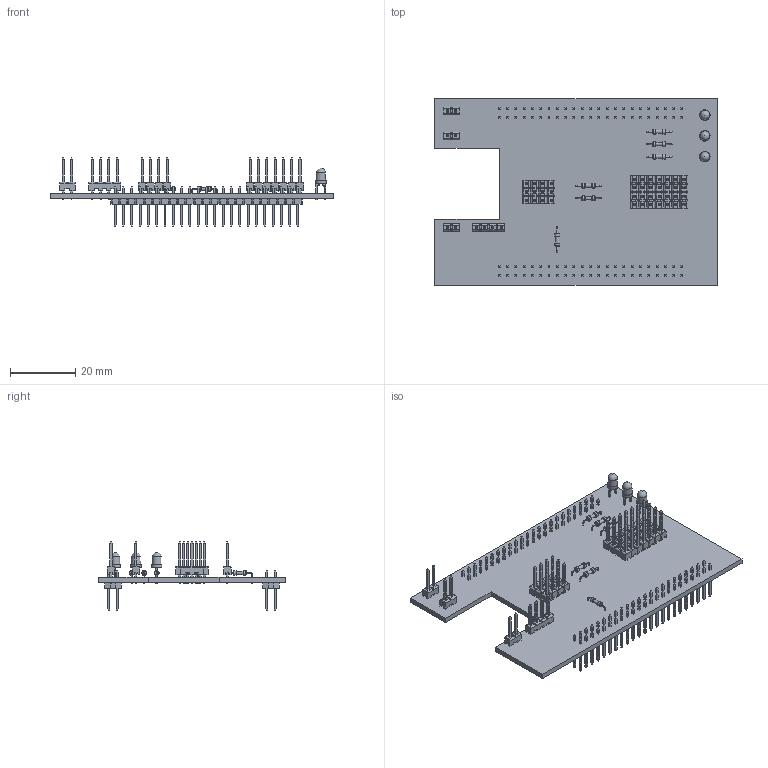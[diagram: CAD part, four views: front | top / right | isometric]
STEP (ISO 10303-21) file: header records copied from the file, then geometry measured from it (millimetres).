
FILE_DESCRIPTION(('for SolidWorks'),'2;1');
FILE_NAME('BeagleboneShieldV1.0.1.step','2019-11-10T01:08:43',('hurst'),('' ),'Open CASCADE STEP processor 6.6','DipTrace','Unknown');
FILE_SCHEMA(('AUTOMOTIVE_DESIGN { 1 0 10303 214 1 1 1 1 }'));
Length unit declared in the file: millimetre
Products named in the file (10): PCB_BeagleboneShieldV1.0.1; Board_BeagleboneShieldV1.0.1; res-7.62_4x1.5; led-3r_red; hdr-1x2t_2.54_5x2; hdr-1x4t_2.54_10x2; hdr-2x23t_2.54x2.54_58x5; hdr-1x3t_2.54_7x2; led-3r_green; led-3r_yellow
Assembly tree (27 placements, depth 2):
  PCB_BeagleboneShieldV1.0.1
    Board_BeagleboneShieldV1.0.1
    res-7.62_4x1.5  x6
    led-3r_red
    hdr-1x2t_2.54_5x2  x3
    hdr-1x4t_2.54_10x2  x8
    hdr-2x23t_2.54x2.54_58x5  x2
    hdr-1x3t_2.54_7x2  x4
    led-3r_green
    led-3r_yellow
Bounding box: 86.36 x 57.15 x 20.94 mm (x, y, z)
Volume: 8073.8 mm3; surface area: 17569.9 mm2
Topology: 25 solids, 71 shells, 5119 faces, 12081 edges, 7567 vertices
Faces by surface type: plane 4817, cylinder 254, cone 27, revolution 12, torus 6, sphere 3
Full cylindrical faces by diameter (mm): 0.3 x24, 1 x6, 1.5 x12, 3.12 x3, 3.2 x3
Entity records: 69488 total; most frequent: CARTESIAN_POINT 9615, ORIENTED_EDGE 9314, DIRECTION 8846, EDGE_CURVE 4657, LINE 4508, VECTOR 4508, VERTEX_POINT 2937, FACE_BOUND 2212
